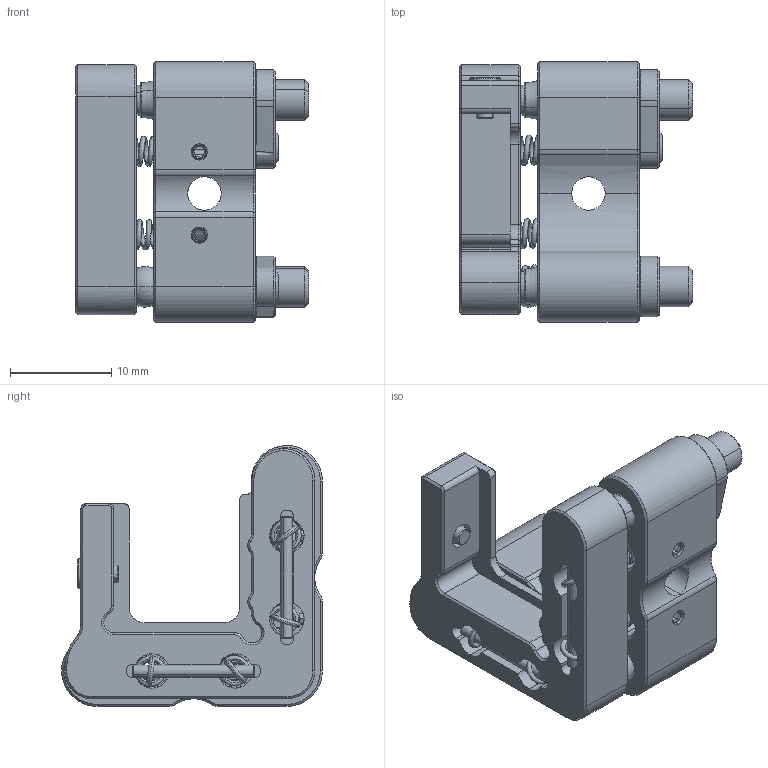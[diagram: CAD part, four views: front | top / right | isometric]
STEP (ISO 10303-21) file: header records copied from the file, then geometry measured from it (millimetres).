
FILE_DESCRIPTION (( 'STEP AP203' ), '1' );
FILE_NAME ('EMR12.7-2AL.STEP', '2025-06-23T01:44:22', ( '' ), ( '' ), 'SwSTEP 2.0', 'SolidWorks 2020', '' );
FILE_SCHEMA (( 'CONFIG_CONTROL_DESIGN' ));
Length unit declared in the file: millimetre
Products named in the file (1): EMR12.7-2AL
Bounding box: 22.99 x 25.7 x 25.7 mm (x, y, z)
Surface area: 4882.4 mm2 (no closed solid volume)
Topology: 0 solids, 28 shells, 520 faces, 1610 edges, 1107 vertices
Faces by surface type: plane 183, cone 157, cylinder 122, torus 32, bspline 14, sphere 12
Entity records: 28677 total; most frequent: CARTESIAN_POINT 17109, ORIENTED_EDGE 2970, EDGE_CURVE 1594, B_SPLINE_CURVE_WITH_KNOTS 1332, DIRECTION 1266, VERTEX_POINT 1107, EDGE_LOOP 589, FACE_OUTER_BOUND 520
